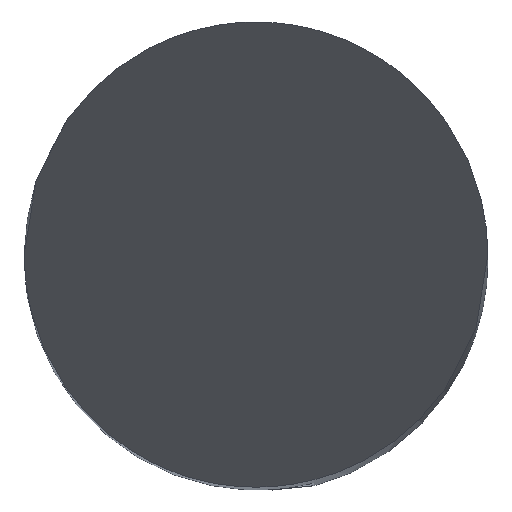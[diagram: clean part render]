
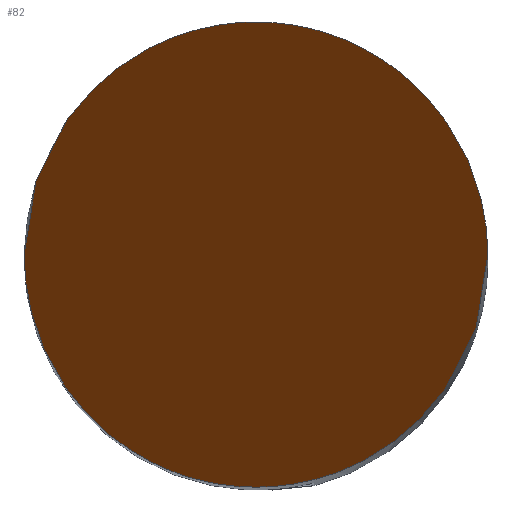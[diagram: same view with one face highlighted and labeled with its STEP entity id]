
A CAD part, top view. The second image highlights one B-rep face of the part: STEP entity #82.
In plain terms, the highlighted planar face has unit normal (0, -0.866, 0.5).
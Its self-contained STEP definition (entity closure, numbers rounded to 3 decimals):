
#63=(
BOUNDED_CURVE()
B_SPLINE_CURVE(3,(#670,#671,#672,#673),.UNSPECIFIED.,.F.,.F.)
B_SPLINE_CURVE_WITH_KNOTS((4,4),(0.,1.),.UNSPECIFIED.)
CURVE()
GEOMETRIC_REPRESENTATION_ITEM()
RATIONAL_B_SPLINE_CURVE((1.,0.333,0.333,1.))
REPRESENTATION_ITEM('')
);
#64=(
BOUNDED_CURVE()
B_SPLINE_CURVE(3,(#676,#677,#678,#679),.UNSPECIFIED.,.F.,.F.)
B_SPLINE_CURVE_WITH_KNOTS((4,4),(0.,1.),.UNSPECIFIED.)
CURVE()
GEOMETRIC_REPRESENTATION_ITEM()
RATIONAL_B_SPLINE_CURVE((1.,0.333,0.333,1.))
REPRESENTATION_ITEM('')
);
#82=ADVANCED_FACE('',(#121),#106,.F.);
#106=PLANE('',#494);
#121=FACE_OUTER_BOUND('',#146,.T.);
#146=EDGE_LOOP('',(#189,#190));
#189=ORIENTED_EDGE('',*,*,#336,.F.);
#190=ORIENTED_EDGE('',*,*,#337,.F.);
#293=VERTEX_POINT('',#674);
#294=VERTEX_POINT('',#675);
#336=EDGE_CURVE('',#293,#294,#63,.T.);
#337=EDGE_CURVE('',#294,#293,#64,.T.);
#494=AXIS2_PLACEMENT_3D('',#680,#548,#549);
#548=DIRECTION('',(0.,0.866,-0.5));
#549=DIRECTION('',(0.,0.5,0.866));
#670=CARTESIAN_POINT('',(2.5,0.,0.));
#671=CARTESIAN_POINT('',(2.5,-5.,-8.66));
#672=CARTESIAN_POINT('',(-2.5,-5.,-8.66));
#673=CARTESIAN_POINT('',(-2.5,0.,0.));
#674=CARTESIAN_POINT('',(2.5,0.,0.));
#675=CARTESIAN_POINT('',(-2.5,0.,0.));
#676=CARTESIAN_POINT('',(-2.5,0.,0.));
#677=CARTESIAN_POINT('',(-2.5,5.,8.66));
#678=CARTESIAN_POINT('',(2.5,5.,8.66));
#679=CARTESIAN_POINT('',(2.5,0.,0.));
#680=CARTESIAN_POINT('',(5.,2.5,4.33));
